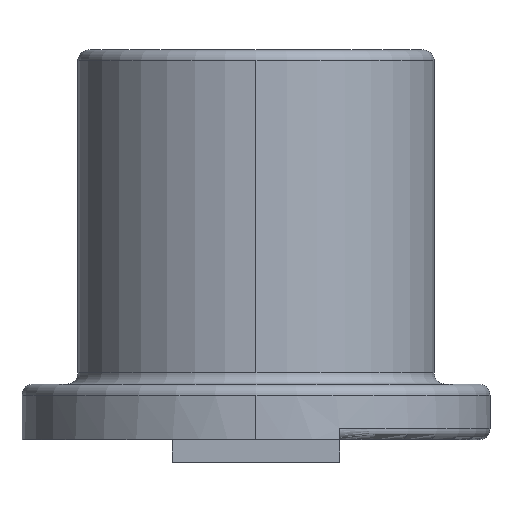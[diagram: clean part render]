
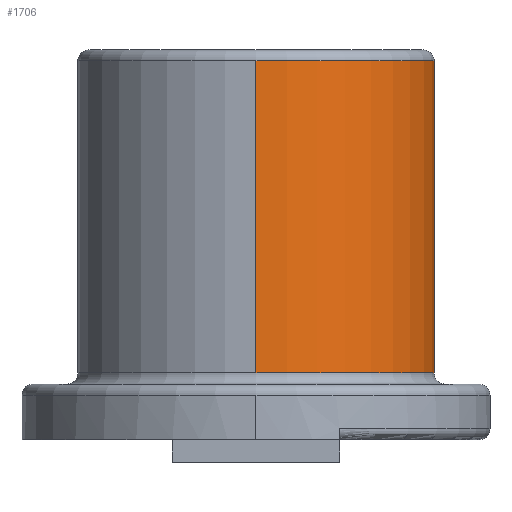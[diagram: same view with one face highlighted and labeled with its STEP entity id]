
A CAD part, left-side view. The second image highlights one B-rep face of the part: STEP entity #1706.
In plain terms, the highlighted cylindrical face has radius 1.6 mm (diameter 3.2 mm), a partial arc.
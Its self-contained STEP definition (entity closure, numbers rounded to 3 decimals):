
#19 = CARTESIAN_POINT ( 'NONE',  ( -5., 0., 0.6 ) ) ;
#42 = CARTESIAN_POINT ( 'NONE',  ( -3.4, -1.6, 0.6 ) ) ;
#50 = CARTESIAN_POINT ( 'NONE',  ( -3.4, -1.6, 3.4 ) ) ;
#54 = CARTESIAN_POINT ( 'NONE',  ( -5., 0., 3.4 ) ) ;
#140 = CARTESIAN_POINT ( 'NONE',  ( -3.4, 0., 3.5 ) ) ;
#141 = DIRECTION ( 'NONE',  ( 0., 0., -1. ) ) ;
#142 = DIRECTION ( 'NONE',  ( -1., 0., 0. ) ) ;
#396 = CARTESIAN_POINT ( 'NONE',  ( -3.4, 0., 3.4 ) ) ;
#397 = DIRECTION ( 'NONE',  ( 0., 0., -1. ) ) ;
#398 = DIRECTION ( 'NONE',  ( 1., 0., 0. ) ) ;
#507 = CARTESIAN_POINT ( 'NONE',  ( -3.4, 0., 0.6 ) ) ;
#508 = DIRECTION ( 'NONE',  ( 0., 0., 1. ) ) ;
#509 = DIRECTION ( 'NONE',  ( 1., 0., 0. ) ) ;
#799 = LINE ( 'NONE', #1925, #1053 ) ;
#801 = LINE ( 'NONE', #1933, #1050 ) ;
#892 = CIRCLE ( 'NONE', #896, 1.6 ) ;
#896 = AXIS2_PLACEMENT_3D ( 'NONE', #396, #397, #398 ) ;
#912 = AXIS2_PLACEMENT_3D ( 'NONE', #140, #141, #142 ) ;
#1050 = VECTOR ( 'NONE', #1972, 1000. ) ;
#1053 = VECTOR ( 'NONE', #1948, 1000. ) ;
#1075 = CIRCLE ( 'NONE', #1085, 1.6 ) ;
#1085 = AXIS2_PLACEMENT_3D ( 'NONE', #507, #508, #509 ) ;
#1268 = CYLINDRICAL_SURFACE ( 'NONE', #912, 1.6 ) ;
#1272 = FACE_OUTER_BOUND ( 'NONE', #1456, .T. ) ;
#1456 = EDGE_LOOP ( 'NONE', ( #1496, #1508, #1587, #1605 ) ) ;
#1496 = ORIENTED_EDGE ( 'NONE', *, *, #1768, .T. ) ;
#1508 = ORIENTED_EDGE ( 'NONE', *, *, #1788, .T. ) ;
#1527 = VERTEX_POINT ( 'NONE', #19 ) ;
#1562 = VERTEX_POINT ( 'NONE', #42 ) ;
#1574 = VERTEX_POINT ( 'NONE', #50 ) ;
#1580 = VERTEX_POINT ( 'NONE', #54 ) ;
#1587 = ORIENTED_EDGE ( 'NONE', *, *, #1805, .T. ) ;
#1605 = ORIENTED_EDGE ( 'NONE', *, *, #1790, .F. ) ;
#1706 = ADVANCED_FACE ( 'NONE', ( #1272 ), #1268, .T. ) ;
#1768 = EDGE_CURVE ( 'NONE', #1574, #1580, #892, .T. ) ;
#1788 = EDGE_CURVE ( 'NONE', #1580, #1527, #801, .T. ) ;
#1790 = EDGE_CURVE ( 'NONE', #1574, #1562, #799, .T. ) ;
#1805 = EDGE_CURVE ( 'NONE', #1527, #1562, #1075, .T. ) ;
#1925 = CARTESIAN_POINT ( 'NONE',  ( -3.4, -1.6, 3.5 ) ) ;
#1933 = CARTESIAN_POINT ( 'NONE',  ( -5., 0., 3.5 ) ) ;
#1948 = DIRECTION ( 'NONE',  ( 0., 0., -1. ) ) ;
#1972 = DIRECTION ( 'NONE',  ( 0., 0., -1. ) ) ;
